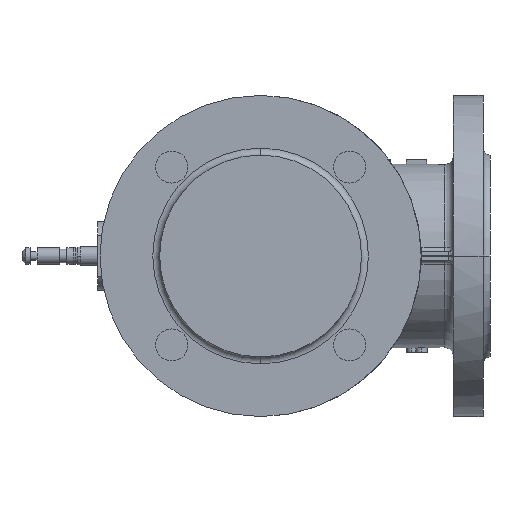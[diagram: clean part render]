
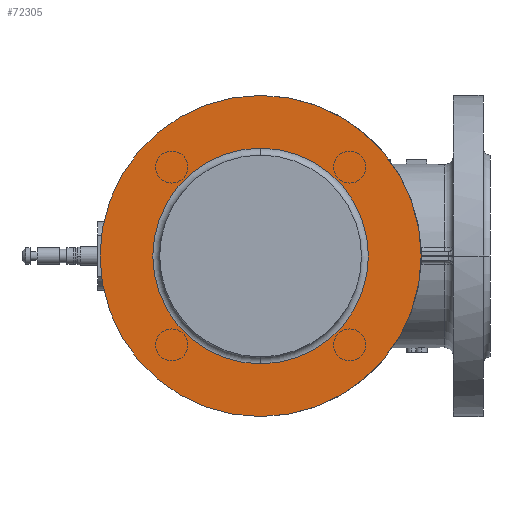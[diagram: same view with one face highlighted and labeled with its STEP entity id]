
A CAD part, left-side view. The second image highlights one B-rep face of the part: STEP entity #72305.
In plain terms, the highlighted planar face has unit normal (-1, 0, 0).
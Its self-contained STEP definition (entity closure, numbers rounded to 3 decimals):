
#2106 = CARTESIAN_POINT ( 'NONE',  ( -112.336, 70.261, 0. ) ) ;
#2109 = FACE_BOUND ( 'NONE', #124690, .T. ) ;
#2120 = FACE_OUTER_BOUND ( 'NONE', #124679, .T. ) ;
#2125 = PLANE ( 'NONE',  #45924 ) ;
#2131 = DIRECTION ( 'NONE',  ( -1., 0., 0. ) ) ;
#2134 = DIRECTION ( 'NONE',  ( 0., 0., 1. ) ) ;
#27404 = CARTESIAN_POINT ( 'NONE',  ( -112.336, 0.051, 70.21 ) ) ;
#27408 = CARTESIAN_POINT ( 'NONE',  ( -112.336, 0.051, -70.21 ) ) ;
#27622 = CARTESIAN_POINT ( 'NONE',  ( -112.336, 0.051, -47.141 ) ) ;
#27658 = CARTESIAN_POINT ( 'NONE',  ( -112.336, 0.051, 47.141 ) ) ;
#45924 = AXIS2_PLACEMENT_3D ( 'NONE', #2106, #2131, #2134 ) ;
#56277 = CARTESIAN_POINT ( 'NONE',  ( -112.336, 0.051, 0. ) ) ;
#56279 = DIRECTION ( 'NONE',  ( 1., 0., 0. ) ) ;
#56281 = DIRECTION ( 'NONE',  ( 0., 0., -1. ) ) ;
#63944 = ORIENTED_EDGE ( 'NONE', *, *, #73831, .T. ) ;
#63945 = ORIENTED_EDGE ( 'NONE', *, *, #73730, .T. ) ;
#66824 = EDGE_CURVE ( 'NONE', #69441, #69443, #70168, .T. ) ;
#69441 = VERTEX_POINT ( 'NONE', #27404 ) ;
#69443 = VERTEX_POINT ( 'NONE', #27408 ) ;
#69558 = VERTEX_POINT ( 'NONE', #27622 ) ;
#69578 = VERTEX_POINT ( 'NONE', #27658 ) ;
#69996 = AXIS2_PLACEMENT_3D ( 'NONE', #56277, #56279, #56281 ) ;
#70168 = CIRCLE ( 'NONE', #69996, 70.21 ) ;
#70209 = AXIS2_PLACEMENT_3D ( 'NONE', #101657, #101658, #101659 ) ;
#70237 = CIRCLE ( 'NONE', #70209, 70.21 ) ;
#71533 = CIRCLE ( 'NONE', #71551, 47.141 ) ;
#71551 = AXIS2_PLACEMENT_3D ( 'NONE', #99746, #99747, #99748 ) ;
#71793 = CIRCLE ( 'NONE', #71796, 47.141 ) ;
#71796 = AXIS2_PLACEMENT_3D ( 'NONE', #101598, #101599, #101600 ) ;
#72305 = ADVANCED_FACE ( 'NONE', ( #2120, #2109 ), #2125, .T. ) ;
#73730 = EDGE_CURVE ( 'NONE', #69558, #69578, #71533, .T. ) ;
#73831 = EDGE_CURVE ( 'NONE', #69578, #69558, #71793, .T. ) ;
#73845 = EDGE_CURVE ( 'NONE', #69443, #69441, #70237, .T. ) ;
#99746 = CARTESIAN_POINT ( 'NONE',  ( -112.336, 0.051, 0. ) ) ;
#99747 = DIRECTION ( 'NONE',  ( 1., 0., 0. ) ) ;
#99748 = DIRECTION ( 'NONE',  ( 0., 0., -1. ) ) ;
#101598 = CARTESIAN_POINT ( 'NONE',  ( -112.336, 0.051, 0. ) ) ;
#101599 = DIRECTION ( 'NONE',  ( 1., 0., 0. ) ) ;
#101600 = DIRECTION ( 'NONE',  ( 0., 0., -1. ) ) ;
#101657 = CARTESIAN_POINT ( 'NONE',  ( -112.336, 0.051, 0. ) ) ;
#101658 = DIRECTION ( 'NONE',  ( 1., 0., 0. ) ) ;
#101659 = DIRECTION ( 'NONE',  ( 0., 0., -1. ) ) ;
#106218 = ORIENTED_EDGE ( 'NONE', *, *, #73845, .F. ) ;
#106219 = ORIENTED_EDGE ( 'NONE', *, *, #66824, .F. ) ;
#124679 = EDGE_LOOP ( 'NONE', ( #106218, #106219 ) ) ;
#124690 = EDGE_LOOP ( 'NONE', ( #63945, #63944 ) ) ;
